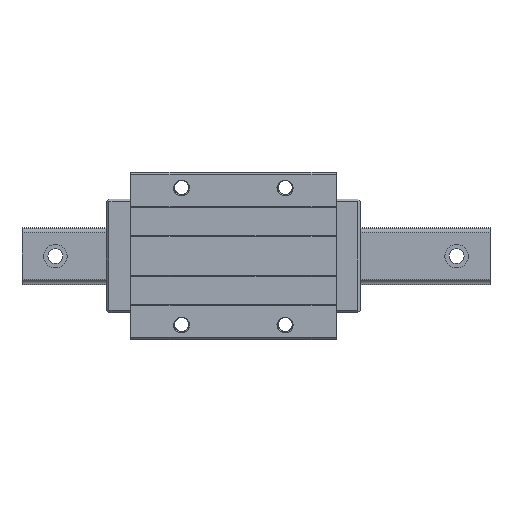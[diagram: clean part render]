
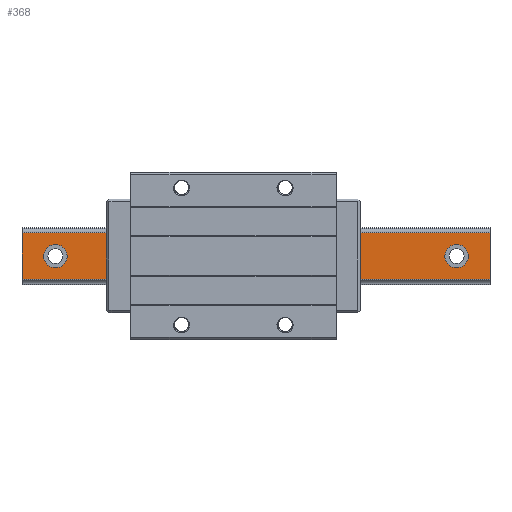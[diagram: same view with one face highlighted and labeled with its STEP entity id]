
A CAD part, top view. The second image highlights one B-rep face of the part: STEP entity #368.
In plain terms, the highlighted planar face has unit normal (0, 0, 1).
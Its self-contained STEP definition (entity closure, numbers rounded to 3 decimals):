
#368=ADVANCED_FACE('',(#824,#825,#826,#827,#828),#543,.F.);
#543=PLANE('',#3886);
#824=FACE_BOUND('',#909,.T.);
#825=FACE_BOUND('',#910,.T.);
#826=FACE_BOUND('',#911,.T.);
#827=FACE_BOUND('',#912,.T.);
#828=FACE_BOUND('',#913,.T.);
#909=EDGE_LOOP('',(#1181));
#910=EDGE_LOOP('',(#1182));
#911=EDGE_LOOP('',(#1183));
#912=EDGE_LOOP('',(#1184));
#913=EDGE_LOOP('',(#1185,#1186,#1187,#1188));
#1181=ORIENTED_EDGE('',*,*,#2690,.T.);
#1182=ORIENTED_EDGE('',*,*,#2691,.T.);
#1183=ORIENTED_EDGE('',*,*,#2692,.T.);
#1184=ORIENTED_EDGE('',*,*,#2693,.T.);
#1185=ORIENTED_EDGE('',*,*,#2694,.T.);
#1186=ORIENTED_EDGE('',*,*,#2695,.F.);
#1187=ORIENTED_EDGE('',*,*,#2696,.F.);
#1188=ORIENTED_EDGE('',*,*,#2688,.T.);
#2269=VERTEX_POINT('',#5201);
#2270=VERTEX_POINT('',#5203);
#2271=VERTEX_POINT('',#5207);
#2272=VERTEX_POINT('',#5209);
#2273=VERTEX_POINT('',#5211);
#2274=VERTEX_POINT('',#5213);
#2275=VERTEX_POINT('',#5215);
#2276=VERTEX_POINT('',#5217);
#2688=EDGE_CURVE('',#2270,#2269,#3372,.T.);
#2690=EDGE_CURVE('',#2271,#2271,#3220,.T.);
#2691=EDGE_CURVE('',#2272,#2272,#3221,.T.);
#2692=EDGE_CURVE('',#2273,#2273,#3222,.T.);
#2693=EDGE_CURVE('',#2274,#2274,#3223,.T.);
#2694=EDGE_CURVE('',#2269,#2275,#3373,.T.);
#2695=EDGE_CURVE('',#2276,#2275,#3374,.T.);
#2696=EDGE_CURVE('',#2270,#2276,#3375,.T.);
#3220=CIRCLE('',#3882,7.);
#3221=CIRCLE('',#3883,7.);
#3222=CIRCLE('',#3884,7.);
#3223=CIRCLE('',#3885,7.);
#3372=LINE('',#5202,#3623);
#3373=LINE('',#5214,#3624);
#3374=LINE('',#5216,#3625);
#3375=LINE('',#5218,#3626);
#3623=VECTOR('',#4268,1.);
#3624=VECTOR('',#4281,1.);
#3625=VECTOR('',#4282,1.);
#3626=VECTOR('',#4283,1.);
#3882=AXIS2_PLACEMENT_3D('',#5206,#4273,#4274);
#3883=AXIS2_PLACEMENT_3D('',#5208,#4275,#4276);
#3884=AXIS2_PLACEMENT_3D('',#5210,#4277,#4278);
#3885=AXIS2_PLACEMENT_3D('',#5212,#4279,#4280);
#3886=AXIS2_PLACEMENT_3D('',#5219,#4284,#4285);
#4268=DIRECTION('',(-1.,0.,0.));
#4273=DIRECTION('',(0.,0.,-1.));
#4274=DIRECTION('',(-1.,0.,0.));
#4275=DIRECTION('',(0.,0.,-1.));
#4276=DIRECTION('',(-1.,0.,0.));
#4277=DIRECTION('',(0.,0.,-1.));
#4278=DIRECTION('',(-1.,0.,0.));
#4279=DIRECTION('',(0.,0.,-1.));
#4280=DIRECTION('',(-1.,0.,0.));
#4281=DIRECTION('',(0.,-1.,0.));
#4282=DIRECTION('',(-1.,0.,0.));
#4283=DIRECTION('',(0.,-1.,0.));
#4284=DIRECTION('',(0.,0.,-1.));
#4285=DIRECTION('',(-1.,0.,0.));
#5201=CARTESIAN_POINT('',(119.689,-689.519,26.));
#5202=CARTESIAN_POINT('',(334.689,-689.519,26.));
#5203=CARTESIAN_POINT('',(399.689,-689.519,26.));
#5206=CARTESIAN_POINT('',(379.689,-703.537,26.));
#5207=CARTESIAN_POINT('',(372.689,-703.537,26.));
#5208=CARTESIAN_POINT('',(299.689,-703.537,26.));
#5209=CARTESIAN_POINT('',(292.689,-703.537,26.));
#5210=CARTESIAN_POINT('',(219.689,-703.537,26.));
#5211=CARTESIAN_POINT('',(212.689,-703.537,26.));
#5212=CARTESIAN_POINT('',(139.689,-703.537,26.));
#5213=CARTESIAN_POINT('',(132.689,-703.537,26.));
#5214=CARTESIAN_POINT('',(119.689,-689.519,26.));
#5215=CARTESIAN_POINT('',(119.689,-717.555,26.));
#5216=CARTESIAN_POINT('',(334.689,-717.555,26.));
#5217=CARTESIAN_POINT('',(399.689,-717.555,26.));
#5218=CARTESIAN_POINT('',(399.689,-689.519,26.));
#5219=CARTESIAN_POINT('',(334.689,-689.519,26.));
